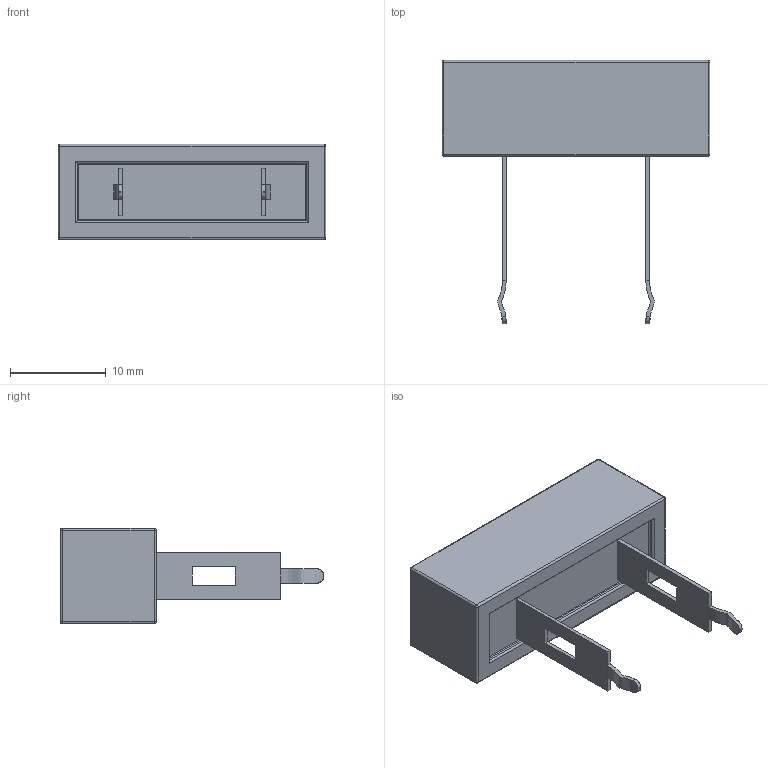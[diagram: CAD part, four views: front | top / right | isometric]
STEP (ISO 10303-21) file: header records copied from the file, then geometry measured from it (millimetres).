
FILE_DESCRIPTION (( 'STEP AP214' ), '1' );
FILE_NAME ('RES_SQZH_5W_15mm-A_0R_J(5%).STEP', '2022-06-21T16:41:05', ( '' ), ( '' ), 'SwSTEP 2.0', 'SolidWorks 2020', '' );
FILE_SCHEMA (( 'AUTOMOTIVE_DESIGN' ));
Length unit declared in the file: millimetre
Products named in the file (1): RES_SQZH_5W_15mm-A_0R_J(5%)
Bounding box: 28 x 27.5 x 10 mm (x, y, z)
Volume: 2778.3 mm3; surface area: 1628.5 mm2
Topology: 1 solids, 1 shells, 282 faces, 742 edges, 476 vertices
Faces by surface type: bspline 160, plane 90, cylinder 24, sphere 8
Entity records: 18627 total; most frequent: CARTESIAN_POINT 10165, ORIENTED_EDGE 1468, EDGE_CURVE 734, DIRECTION 668, VERTEX_POINT 476, VECTOR 374, LINE 374, B_SPLINE_CURVE_WITH_KNOTS 328
